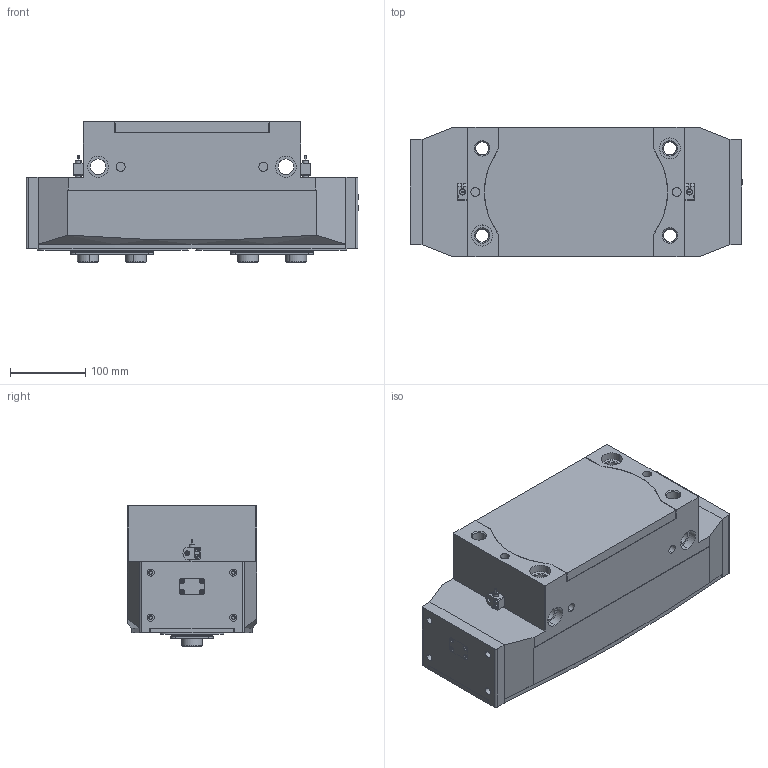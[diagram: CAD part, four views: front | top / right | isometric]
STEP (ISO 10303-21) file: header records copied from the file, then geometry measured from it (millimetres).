
FILE_DESCRIPTION (( 'STEP AP203' ), '1' );
FILE_NAME ('TR181-410-S-P.STEP', '2024-11-19T08:08:24', ( 'USER-' ), ( 'Microsoft' ), 'SwSTEP 2.0', 'SolidWorks 2018', '' );
FILE_SCHEMA (( 'CONFIG_CONTROL_DESIGN' ));
Length unit declared in the file: millimetre
Products named in the file (24): 羲壽標釱B; M8-50諉輪羲壽耀倰; M8-50諉輪羲壽耀倰-1; TR380-T-01 籵蚚褲极; 20-28种杶; TR380-T-03 籵蚚賑輸; 晚假蚾輸B; TR380-T-04 中位封板(默认); TR181-410-P 痄雄啣; TR181-410-S; 20-28种杶-3; TR181-410-P 滅鳥啣; 羲壽標釱B-1; TR181-410-S-P; 20-28种杶-2; 35x18-R3; TR181-410-P 滅鳥裔啣; 埴翐芛蹟隊_GB_FASTENER_SCREWS_HSHCS M2X8-N; 20-28种杶-1; TR181-410-P 耜滅鳥裔啣; TR181-410-P 耜滅鳥啣; TR380-B1-02 菁裔啣; 晚假蚾輸B-1; TR181-410-P 种杶
Assembly tree (35 placements, depth 3):
  TR181-410-S-P
    TR181-410-S
      TR380-B1-02 菁裔啣
      20-28种杶
      20-28种杶-1
      TR380-T-03 籵蚚賑輸  x2
      20-28种杶-2
      TR380-T-04 中位封板(默认)
      晚假蚾輸B
      TR380-T-01 籵蚚褲极
      M8-50諉輪羲壽耀倰
      20-28种杶-3
      晚假蚾輸B-1
      羲壽標釱B-1
      M8-50諉輪羲壽耀倰-1
      埴翐芛蹟隊_GB_FASTENER_SCREWS_HSHCS M2X8-N  x4
      35x18-R3
      羲壽標釱B
    TR181-410-P 滅鳥啣
    TR181-410-P 痄雄啣  x2
    TR181-410-P 耜滅鳥啣  x2
    TR181-410-P 耜滅鳥裔啣  x2
    TR181-410-P 种杶  x4
    TR181-410-P 滅鳥裔啣  x2
    TR380-B1-02 菁裔啣
Bounding box: 442 x 172 x 187 mm (x, y, z)
Volume: 10364938.4 mm3; surface area: 1054010 mm2
Topology: 34 solids, 56 shells, 1795 faces, 4590 edges, 2919 vertices
Faces by surface type: plane 788, cylinder 566, cone 278, bspline 155, torus 8
Entity records: 50951 total; most frequent: CARTESIAN_POINT 14442, ORIENTED_EDGE 7046, DIRECTION 6749, EDGE_CURVE 3523, AXIS2_PLACEMENT_3D 2310, VERTEX_POINT 2295, VECTOR 2129, LINE 2129
